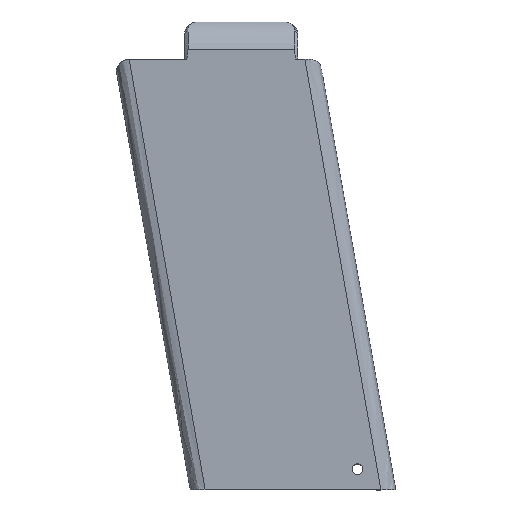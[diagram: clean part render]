
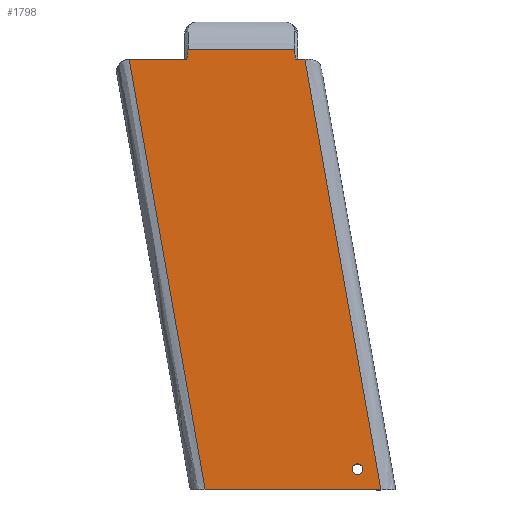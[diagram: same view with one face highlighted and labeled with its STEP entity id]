
A CAD part, top view. The second image highlights one B-rep face of the part: STEP entity #1798.
In plain terms, the highlighted planar face has unit normal (0, 0, 1).
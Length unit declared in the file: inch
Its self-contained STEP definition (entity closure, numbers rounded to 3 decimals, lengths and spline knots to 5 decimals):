
#87=FACE_BOUND('',#246,.T.);
#93=(
BOUNDED_CURVE()
B_SPLINE_CURVE(2,(#2479,#2480,#2481),.UNSPECIFIED.,.F.,.F.)
B_SPLINE_CURVE_WITH_KNOTS((3,3),(0.,0.21909),.UNSPECIFIED.)
CURVE()
GEOMETRIC_REPRESENTATION_ITEM()
RATIONAL_B_SPLINE_CURVE((1.,1.014,1.014))
REPRESENTATION_ITEM('')
);
#94=(
BOUNDED_CURVE()
B_SPLINE_CURVE(2,(#2485,#2486,#2487),.UNSPECIFIED.,.F.,.F.)
B_SPLINE_CURVE_WITH_KNOTS((3,3),(0.21909,0.43818),
 .UNSPECIFIED.)
CURVE()
GEOMETRIC_REPRESENTATION_ITEM()
RATIONAL_B_SPLINE_CURVE((1.014,1.014,1.))
REPRESENTATION_ITEM('')
);
#98=CIRCLE('',#1922,0.04688);
#137=FACE_OUTER_BOUND('',#245,.T.);
#245=EDGE_LOOP('',(#1219,#1220,#1221,#1222,#1223,#1224,#1225,#1226,#1227));
#246=EDGE_LOOP('',(#1228));
#366=LINE('',#2477,#502);
#367=LINE('',#2483,#503);
#368=LINE('',#2489,#504);
#369=LINE('',#2491,#505);
#370=LINE('',#2493,#506);
#371=LINE('',#2495,#507);
#372=LINE('',#2496,#508);
#502=VECTOR('',#2041,0.3937);
#503=VECTOR('',#2042,0.3937);
#504=VECTOR('',#2043,0.3937);
#505=VECTOR('',#2044,0.3937);
#506=VECTOR('',#2045,0.3937);
#507=VECTOR('',#2046,0.3937);
#508=VECTOR('',#2047,0.3937);
#755=VERTEX_POINT('',#2475);
#756=VERTEX_POINT('',#2476);
#757=VERTEX_POINT('',#2478);
#758=VERTEX_POINT('',#2482);
#759=VERTEX_POINT('',#2484);
#760=VERTEX_POINT('',#2488);
#761=VERTEX_POINT('',#2490);
#762=VERTEX_POINT('',#2492);
#763=VERTEX_POINT('',#2494);
#764=VERTEX_POINT('',#2497);
#933=EDGE_CURVE('',#755,#756,#366,.T.);
#934=EDGE_CURVE('',#757,#755,#93,.T.);
#935=EDGE_CURVE('',#758,#757,#367,.T.);
#936=EDGE_CURVE('',#759,#758,#94,.T.);
#937=EDGE_CURVE('',#760,#759,#368,.T.);
#938=EDGE_CURVE('',#761,#760,#369,.T.);
#939=EDGE_CURVE('',#762,#761,#370,.T.);
#940=EDGE_CURVE('',#763,#762,#371,.T.);
#941=EDGE_CURVE('',#763,#756,#372,.T.);
#942=EDGE_CURVE('',#764,#764,#98,.T.);
#1219=ORIENTED_EDGE('',*,*,#933,.F.);
#1220=ORIENTED_EDGE('',*,*,#934,.F.);
#1221=ORIENTED_EDGE('',*,*,#935,.F.);
#1222=ORIENTED_EDGE('',*,*,#936,.F.);
#1223=ORIENTED_EDGE('',*,*,#937,.F.);
#1224=ORIENTED_EDGE('',*,*,#938,.F.);
#1225=ORIENTED_EDGE('',*,*,#939,.F.);
#1226=ORIENTED_EDGE('',*,*,#940,.F.);
#1227=ORIENTED_EDGE('',*,*,#941,.T.);
#1228=ORIENTED_EDGE('',*,*,#942,.F.);
#1762=PLANE('',#1921);
#1798=ADVANCED_FACE('',(#137,#87),#1762,.F.);
#1921=AXIS2_PLACEMENT_3D('',#2474,#2039,#2040);
#1922=AXIS2_PLACEMENT_3D('',#2498,#2048,#2049);
#2039=DIRECTION('center_axis',(0.,0.,
-1.));
#2040=DIRECTION('ref_axis',(-1.,0.,0.));
#2041=DIRECTION('',(1.,0.,0.));
#2042=DIRECTION('',(1.,0.,0.));
#2043=DIRECTION('',(1.,0.,0.));
#2044=DIRECTION('',(-0.174,0.985,0.));
#2045=DIRECTION('',(-0.174,0.985,0.));
#2046=DIRECTION('',(-1.,0.,0.));
#2047=DIRECTION('',(-0.174,0.985,0.));
#2048=DIRECTION('center_axis',(0.,0.,
1.));
#2049=DIRECTION('ref_axis',(-1.,0.,0.));
#2474=CARTESIAN_POINT('Origin',(3.93934,-1.14407,0.362));
#2475=CARTESIAN_POINT('',(3.18199,2.66993,0.362));
#2476=CARTESIAN_POINT('',(3.26682,2.66993,0.362));
#2477=CARTESIAN_POINT('',(3.21408,2.66993,0.362));
#2478=CARTESIAN_POINT('',(3.17199,2.75561,0.362));
#2479=CARTESIAN_POINT('Ctrl Pts',(3.17199,2.75561,0.362));
#2480=CARTESIAN_POINT('Ctrl Pts',(3.18199,2.71219,0.362));
#2481=CARTESIAN_POINT('Ctrl Pts',(3.18199,2.66993,0.362));
#2482=CARTESIAN_POINT('',(2.23199,2.75561,0.362));
#2483=CARTESIAN_POINT('',(2.20199,2.75561,0.362));
#2484=CARTESIAN_POINT('',(2.22199,2.66993,0.362));
#2485=CARTESIAN_POINT('Ctrl Pts',(2.22199,2.66993,0.362));
#2486=CARTESIAN_POINT('Ctrl Pts',(2.22199,2.71219,0.362));
#2487=CARTESIAN_POINT('Ctrl Pts',(2.23199,2.75561,0.362));
#2488=CARTESIAN_POINT('',(1.71082,2.66993,0.362));
#2489=CARTESIAN_POINT('',(3.21408,2.66993,0.362));
#2490=CARTESIAN_POINT('',(1.71086,2.66974,0.362));
#2491=CARTESIAN_POINT('',(2.07054,0.62989,0.362));
#2492=CARTESIAN_POINT('',(2.38334,-1.14407,0.362));
#2493=CARTESIAN_POINT('',(2.38334,-1.14407,0.362));
#2494=CARTESIAN_POINT('',(3.93934,-1.14407,0.362));
#2495=CARTESIAN_POINT('',(3.55034,-1.14407,0.362));
#2496=CARTESIAN_POINT('',(3.93934,-1.14407,0.362));
#2497=CARTESIAN_POINT('',(3.77959,-0.96109,0.362));
#2498=CARTESIAN_POINT('Origin',(3.73272,-0.96109,0.362));
